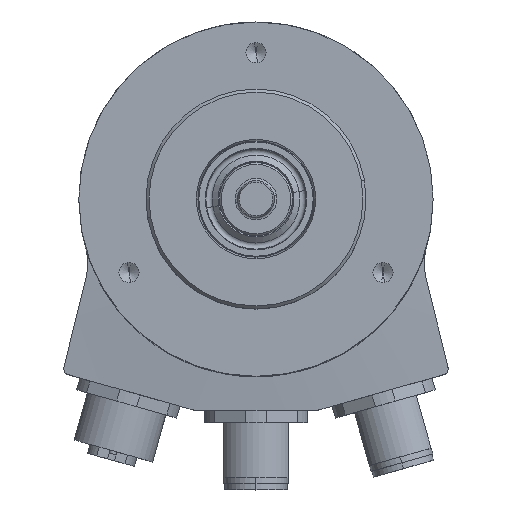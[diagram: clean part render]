
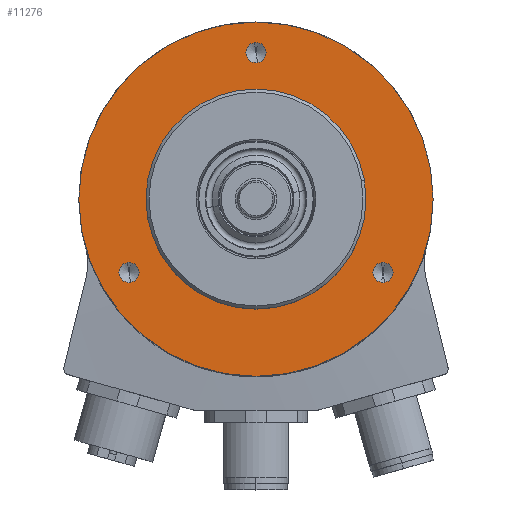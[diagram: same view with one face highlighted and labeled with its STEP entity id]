
A CAD part, top view. The second image highlights one B-rep face of the part: STEP entity #11276.
In plain terms, the highlighted planar face has unit normal (0, 0, 1).
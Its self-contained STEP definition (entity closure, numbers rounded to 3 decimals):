
#1306=CARTESIAN_POINT('',(0.,0.,20.5));
#1307=DIRECTION('',(0.,0.,1.));
#1308=DIRECTION('',(0.985,0.174,0.));
#1309=AXIS2_PLACEMENT_3D('',#1306,#1307,#1308);
#1342=CARTESIAN_POINT('',(0.,0.,20.5));
#1343=DIRECTION('',(0.,0.,1.));
#1344=DIRECTION('',(-0.985,-0.174,0.));
#1345=AXIS2_PLACEMENT_3D('',#1342,#1343,#1344);
#1347=CARTESIAN_POINT('',(0.,0.,20.5));
#1348=DIRECTION('',(0.,0.,-1.));
#1349=DIRECTION('',(-0.985,-0.174,0.));
#1350=AXIS2_PLACEMENT_3D('',#1347,#1348,#1349);
#1352=CARTESIAN_POINT('',(0.,24.,20.5));
#1353=DIRECTION('',(0.,0.,1.));
#1354=DIRECTION('',(0.174,-0.985,0.));
#1355=AXIS2_PLACEMENT_3D('',#1352,#1353,#1354);
#1357=CARTESIAN_POINT('',(0.,24.,20.5));
#1358=DIRECTION('',(0.,0.,1.));
#1359=DIRECTION('',(-0.174,0.985,0.));
#1360=AXIS2_PLACEMENT_3D('',#1357,#1358,#1359);
#1362=CARTESIAN_POINT('',(20.785,-12.,20.5));
#1363=DIRECTION('',(0.,0.,1.));
#1364=DIRECTION('',(0.174,-0.985,0.));
#1365=AXIS2_PLACEMENT_3D('',#1362,#1363,#1364);
#1367=CARTESIAN_POINT('',(20.785,-12.,20.5));
#1368=DIRECTION('',(0.,0.,1.));
#1369=DIRECTION('',(-0.174,0.985,0.));
#1370=AXIS2_PLACEMENT_3D('',#1367,#1368,#1369);
#1372=CARTESIAN_POINT('',(-20.785,-12.,20.5));
#1373=DIRECTION('',(0.,0.,1.));
#1374=DIRECTION('',(0.174,-0.985,0.));
#1375=AXIS2_PLACEMENT_3D('',#1372,#1373,#1374);
#1377=CARTESIAN_POINT('',(-20.785,-12.,20.5));
#1378=DIRECTION('',(0.,0.,1.));
#1379=DIRECTION('',(-0.174,0.985,0.));
#1380=AXIS2_PLACEMENT_3D('',#1377,#1378,#1379);
#1382=CARTESIAN_POINT('',(0.,0.,20.5));
#1383=DIRECTION('',(0.,0.,1.));
#1384=DIRECTION('',(-0.985,-0.174,0.));
#1385=AXIS2_PLACEMENT_3D('',#1382,#1383,#1384);
#7677=CARTESIAN_POINT('',(-17.727,-3.126,20.5));
#7678=CARTESIAN_POINT('',(17.727,3.126,20.5));
#7679=VERTEX_POINT('',#7677);
#7680=VERTEX_POINT('',#7678);
#7681=CARTESIAN_POINT('',(-28.559,-5.036,20.5));
#7682=CARTESIAN_POINT('',(28.559,5.036,20.5));
#7683=VERTEX_POINT('',#7681);
#7684=VERTEX_POINT('',#7682);
#7691=CARTESIAN_POINT('',(0.287,22.375,20.5));
#7692=VERTEX_POINT('',#7691);
#7693=CARTESIAN_POINT('',(-0.287,25.625,20.5));
#7694=VERTEX_POINT('',#7693);
#7701=CARTESIAN_POINT('',(21.071,-13.625,20.5));
#7702=VERTEX_POINT('',#7701);
#7703=CARTESIAN_POINT('',(20.498,-10.375,20.5));
#7704=VERTEX_POINT('',#7703);
#7711=CARTESIAN_POINT('',(-20.498,-13.625,20.5));
#7712=VERTEX_POINT('',#7711);
#7713=CARTESIAN_POINT('',(-21.071,-10.375,20.5));
#7714=VERTEX_POINT('',#7713);
#11242=CARTESIAN_POINT('',(0.,0.,20.5));
#11243=DIRECTION('',(0.,0.,1.));
#11244=DIRECTION('',(-0.985,-0.174,0.));
#11245=AXIS2_PLACEMENT_3D('',#11242,#11243,#11244);
#11246=PLANE('',#11245);
#11248=ORIENTED_EDGE('',*,*,#11247,.F.);
#11249=ORIENTED_EDGE('',*,*,#11227,.F.);
#11250=EDGE_LOOP('',(#11248,#11249));
#11251=FACE_OUTER_BOUND('',#11250,.F.);
#11253=ORIENTED_EDGE('',*,*,#11252,.T.);
#11255=ORIENTED_EDGE('',*,*,#11254,.F.);
#11256=EDGE_LOOP('',(#11253,#11255));
#11257=FACE_BOUND('',#11256,.F.);
#11259=ORIENTED_EDGE('',*,*,#11258,.T.);
#11261=ORIENTED_EDGE('',*,*,#11260,.T.);
#11262=EDGE_LOOP('',(#11259,#11261));
#11263=FACE_BOUND('',#11262,.F.);
#11265=ORIENTED_EDGE('',*,*,#11264,.T.);
#11267=ORIENTED_EDGE('',*,*,#11266,.T.);
#11268=EDGE_LOOP('',(#11265,#11267));
#11269=FACE_BOUND('',#11268,.F.);
#11271=ORIENTED_EDGE('',*,*,#11270,.T.);
#11273=ORIENTED_EDGE('',*,*,#11272,.T.);
#11274=EDGE_LOOP('',(#11271,#11273));
#11275=FACE_BOUND('',#11274,.F.);
#1310=CIRCLE('',#1309,29.);
#1346=CIRCLE('',#1345,18.);
#1351=CIRCLE('',#1350,18.);
#1356=CIRCLE('',#1355,1.65);
#1361=CIRCLE('',#1360,1.65);
#1366=CIRCLE('',#1365,1.65);
#1371=CIRCLE('',#1370,1.65);
#1376=CIRCLE('',#1375,1.65);
#1381=CIRCLE('',#1380,1.65);
#1386=CIRCLE('',#1385,29.);
#11227=EDGE_CURVE('',#7684,#7683,#1310,.T.);
#11247=EDGE_CURVE('',#7683,#7684,#1386,.T.);
#11252=EDGE_CURVE('',#7679,#7680,#1346,.T.);
#11254=EDGE_CURVE('',#7679,#7680,#1351,.T.);
#11258=EDGE_CURVE('',#7692,#7694,#1356,.T.);
#11260=EDGE_CURVE('',#7694,#7692,#1361,.T.);
#11264=EDGE_CURVE('',#7702,#7704,#1366,.T.);
#11266=EDGE_CURVE('',#7704,#7702,#1371,.T.);
#11270=EDGE_CURVE('',#7712,#7714,#1376,.T.);
#11272=EDGE_CURVE('',#7714,#7712,#1381,.T.);
#11276=ADVANCED_FACE('',(#11251,#11257,#11263,#11269,#11275),#11246,.T.);
